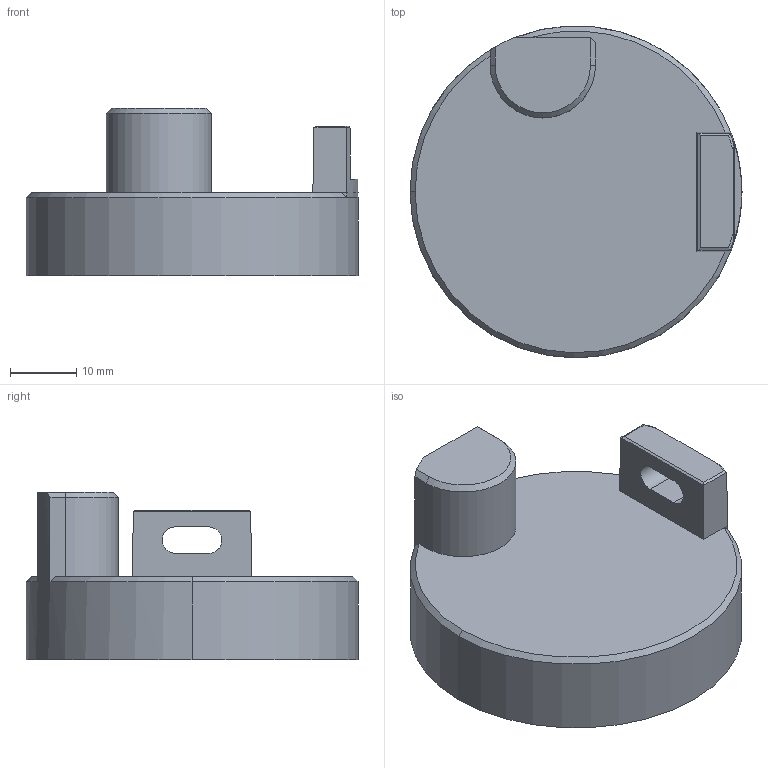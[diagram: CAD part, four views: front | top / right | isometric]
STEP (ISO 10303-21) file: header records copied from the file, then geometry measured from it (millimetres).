
FILE_DESCRIPTION (( 'STEP AP214' ), '1' );
FILE_NAME ('J2 Stop.step', '2022-03-25T19:36:19', ( '' ), ( '' ), 'SwSTEP 2.0', 'SolidWorks 2021', '' );
FILE_SCHEMA (( 'AUTOMOTIVE_DESIGN' ));
Length unit declared in the file: millimetre
Products named in the file (1): J2 Stop
Bounding box: 50 x 50 x 25.2 mm (x, y, z)
Volume: 22344.2 mm3; surface area: 8557.4 mm2
Topology: 1 solids, 1 shells, 72 faces, 177 edges, 113 vertices
Faces by surface type: cylinder 33, plane 29, cone 10
Entity records: 2193 total; most frequent: CARTESIAN_POINT 420, DIRECTION 384, ORIENTED_EDGE 354, EDGE_CURVE 177, AXIS2_PLACEMENT_3D 153, VERTEX_POINT 113, CIRCLE 80, EDGE_LOOP 80
